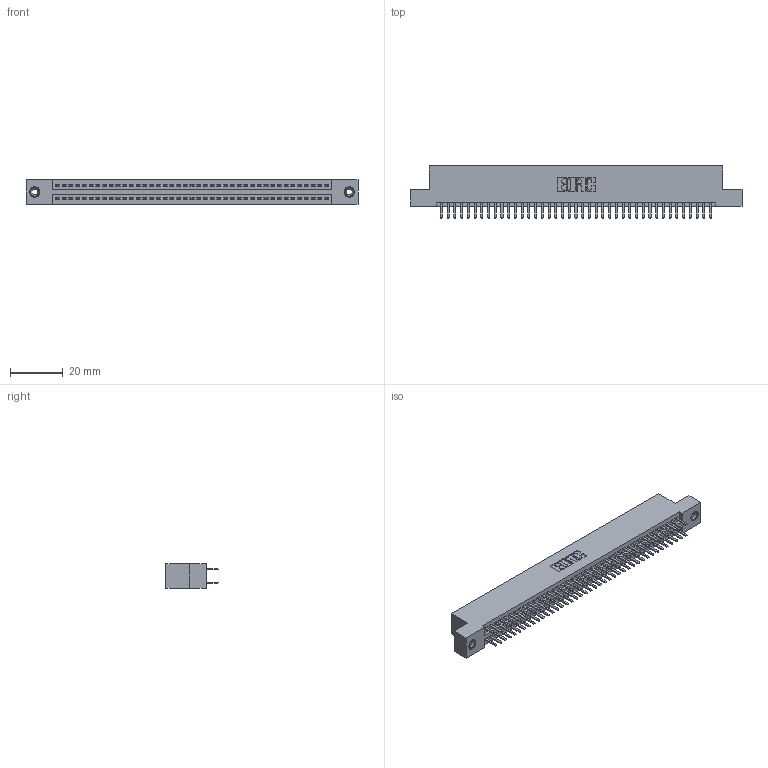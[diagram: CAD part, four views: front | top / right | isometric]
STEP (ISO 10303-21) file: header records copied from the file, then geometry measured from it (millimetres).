
FILE_DESCRIPTION (( 'STEP AP203' ), '1' );
FILE_NAME ('395-082-520-208.STEP', '2018-11-28T06:30:00', ( '' ), ( '' ), 'SwSTEP 2.0', 'SolidWorks 2016', '' );
FILE_SCHEMA (( 'CONFIG_CONTROL_DESIGN' ));
Length unit declared in the file: inch
Products named in the file (4): 395-082-520-208; 345-292-001_345-293-120; 345-250-001_345-250-003-102; 345 Part_Flush Mounting Lugs - 0.156 Dia-TI
Assembly tree (85 placements, depth 2):
  395-082-520-208
    345 Part_Flush Mounting Lugs - 0.156 Dia-TI
    345-292-001_345-293-120  x82
    345-250-001_345-250-003-102  x2
Bounding box: 125.35 x 19.68 x 9.4 mm (x, y, z)
Volume: 12124.7 mm3; surface area: 17839.7 mm2
Topology: 85 solids, 85 shells, 4614 faces, 13351 edges, 8674 vertices
Faces by surface type: plane 2982, cylinder 1616, cone 12, torus 4
Entity records: 33604 total; most frequent: CARTESIAN_POINT 5627, ORIENTED_EDGE 5542, DIRECTION 4977, EDGE_CURVE 2771, VECTOR 2451, LINE 2451, VERTEX_POINT 1840, AXIS2_PLACEMENT_3D 1263
